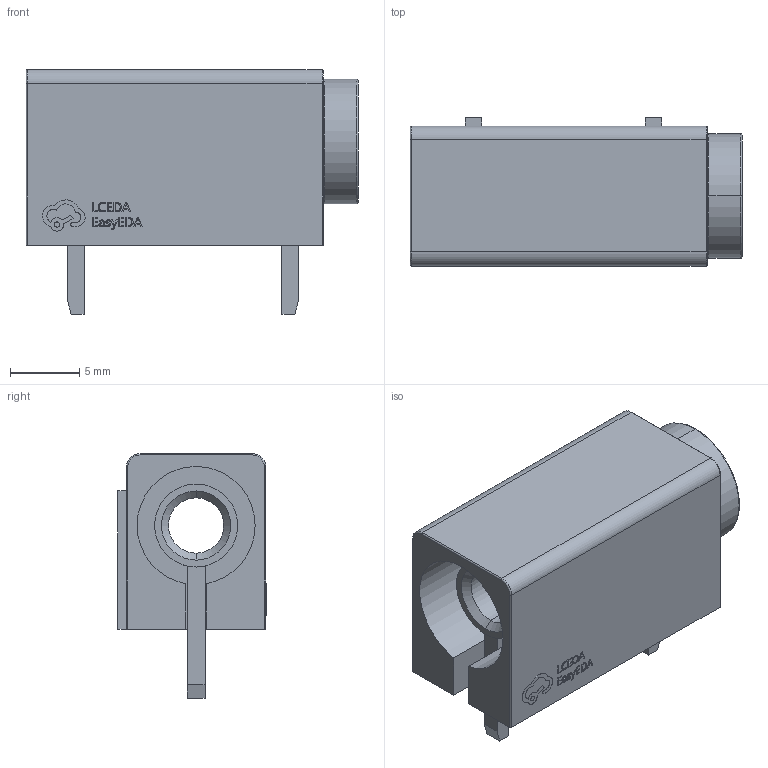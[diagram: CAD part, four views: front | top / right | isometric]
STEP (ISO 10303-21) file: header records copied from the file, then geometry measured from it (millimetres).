
FILE_DESCRIPTION (( 'STEP AP214' ), '1' );
FILE_NAME ('CONN-TH_24.243.2.STEP', '2023-11-14T09:07:57', ( '' ), ( '' ), 'SwSTEP 2.0', 'SolidWorks 2020', '' );
FILE_SCHEMA (( 'AUTOMOTIVE_DESIGN' ));
Length unit declared in the file: millimetre
Products named in the file (1): CONN-TH_24.243.2
Bounding box: 24 x 10.71 x 17.7 mm (x, y, z)
Volume: 2440 mm3; surface area: 1797.1 mm2
Topology: 1 solids, 1 shells, 288 faces, 771 edges, 508 vertices
Faces by surface type: plane 158, bspline 98, cylinder 18, torus 10, cone 4
Entity records: 12649 total; most frequent: CARTESIAN_POINT 2874, ORIENTED_EDGE 1542, DIRECTION 1013, EDGE_CURVE 771, VECTOR 511, LINE 511, VERTEX_POINT 508, EDGE_LOOP 313
